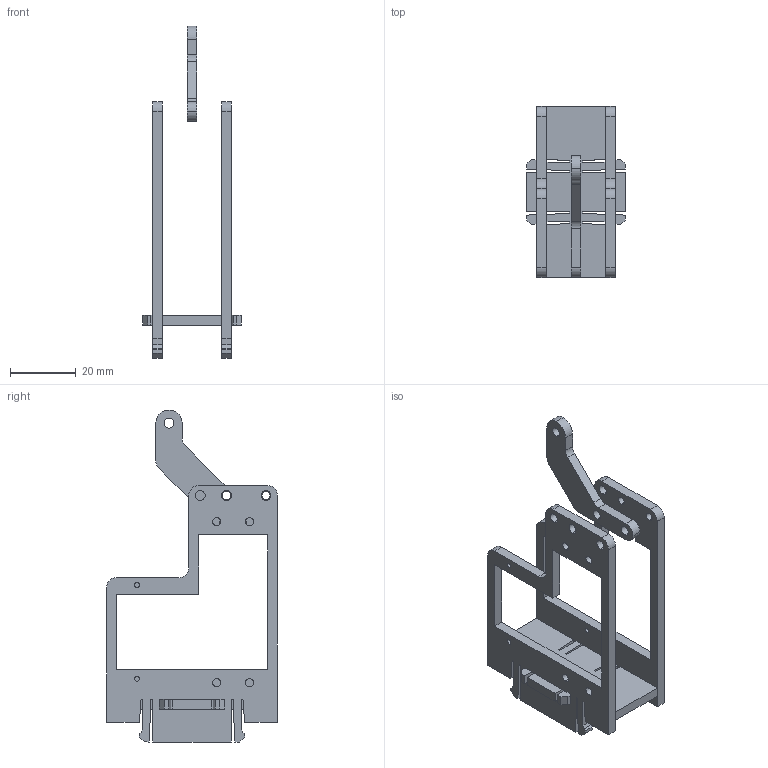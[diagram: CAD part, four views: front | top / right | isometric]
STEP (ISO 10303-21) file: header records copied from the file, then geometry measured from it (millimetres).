
FILE_DESCRIPTION (( 'STEP AP203' ), '1' );
FILE_NAME ('eye-frame-mbp.step', '2015-02-17T12:48:33', ( 'Cesar' ), ( '' ), 'SwSTEP 2.0', 'SolidWorks 2013', '' );
FILE_SCHEMA (( 'CONFIG_CONTROL_DESIGN' ));
Length unit declared in the file: millimetre
Products named in the file (1): eye-frame-mbp
Bounding box: 30 x 52 x 101 mm (x, y, z)
Volume: 14384.8 mm3; surface area: 14606.2 mm2
Topology: 4 solids, 4 shells, 200 faces, 576 edges, 384 vertices
Faces by surface type: plane 150, cylinder 50
Entity records: 6675 total; most frequent: CARTESIAN_POINT 1161, ORIENTED_EDGE 1152, DIRECTION 1078, EDGE_CURVE 576, VECTOR 476, LINE 476, VERTEX_POINT 384, AXIS2_PLACEMENT_3D 301
